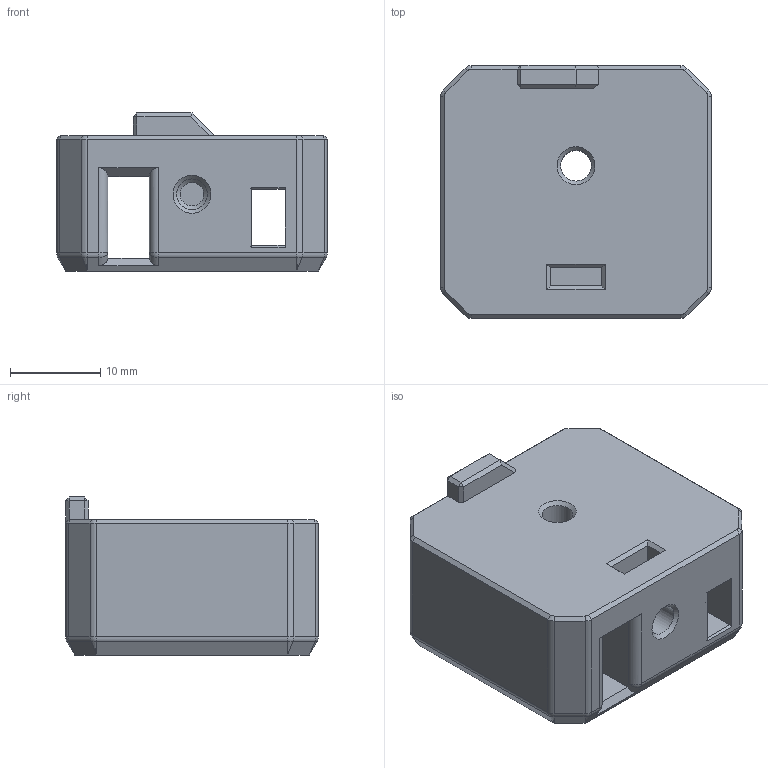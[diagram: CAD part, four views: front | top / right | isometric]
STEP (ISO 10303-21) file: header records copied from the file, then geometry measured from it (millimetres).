
FILE_DESCRIPTION(/* description */ (''),/* implementation_level */ '2;1');
FILE_NAME(/* name */ 'y_belt_tensioner_rear_M3S_r1.step',/* time_stamp */ '2025-11-12T18:36:14-05:00',/* author */ (''),/* organization */ (''),/* preprocessor_version */ 'ST-DEVELOPER v20.1',/* originating_system */ 'Autodesk Translation Framework v14.21.0.0',/* authorisation */ '');
FILE_SCHEMA (('AUTOMOTIVE_DESIGN { 1 0 10303 214 3 1 1 }'));
Length unit declared in the file: millimetre
Products named in the file (1): y_belt_tensioner_rear_M3S_r1
Bounding box: 30 x 28 x 17.5 mm (x, y, z)
Volume: 9941.2 mm3; surface area: 4912.2 mm2
Topology: 1 solids, 1 shells, 410 faces, 1112 edges, 706 vertices
Faces by surface type: plane 195, cylinder 102, bspline 79, cone 22, sphere 12
Full cylindrical faces by diameter (mm): 3.4 x3, 4.2 x2, 6 x1
Entity records: 13528 total; most frequent: CARTESIAN_POINT 3564, ORIENTED_EDGE 2208, DIRECTION 1844, EDGE_CURVE 1104, LINE 712, VECTOR 712, VERTEX_POINT 706, AXIS2_PLACEMENT_3D 566
